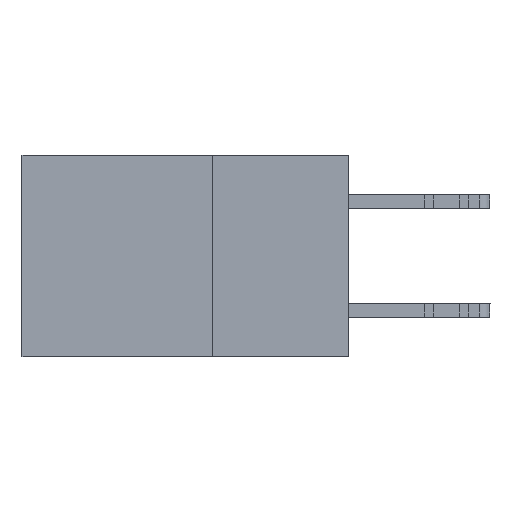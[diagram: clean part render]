
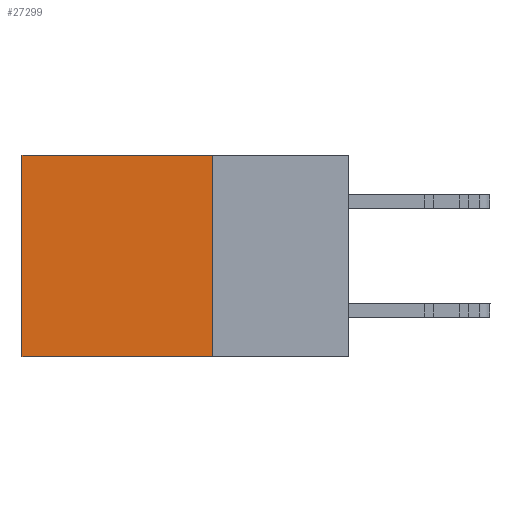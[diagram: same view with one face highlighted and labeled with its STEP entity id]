
A CAD part, left-side view. The second image highlights one B-rep face of the part: STEP entity #27299.
In plain terms, the highlighted planar face has unit normal (-1, 0, 0).
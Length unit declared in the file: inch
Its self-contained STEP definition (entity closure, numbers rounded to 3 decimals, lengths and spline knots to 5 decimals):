
#562 = CARTESIAN_POINT ( 'NONE',  ( 0.2615, 0.25, -0.37 ) ) ;
#607 = DIRECTION ( 'NONE',  ( 0., 0., -1. ) ) ;
#1233 = VERTEX_POINT ( 'NONE', #12074 ) ;
#1764 = VECTOR ( 'NONE', #26757, 39.37008 ) ;
#3961 = FACE_OUTER_BOUND ( 'NONE', #14892, .T. ) ;
#3971 = VECTOR ( 'NONE', #11805, 39.37008 ) ;
#5860 = EDGE_CURVE ( 'NONE', #9641, #8038, #26922, .T. ) ;
#6351 = ORIENTED_EDGE ( 'NONE', *, *, #19723, .F. ) ;
#7218 = CARTESIAN_POINT ( 'NONE',  ( 0.2615, 0.25, 0. ) ) ;
#7549 = LINE ( 'NONE', #24657, #1764 ) ;
#8038 = VERTEX_POINT ( 'NONE', #25257 ) ;
#8613 = VERTEX_POINT ( 'NONE', #18641 ) ;
#9641 = VERTEX_POINT ( 'NONE', #7218 ) ;
#11361 = PLANE ( 'NONE',  #24829 ) ;
#11521 = ORIENTED_EDGE ( 'NONE', *, *, #5860, .F. ) ;
#11805 = DIRECTION ( 'NONE',  ( 0., 1., 0. ) ) ;
#12074 = CARTESIAN_POINT ( 'NONE',  ( 0.2615, 0.6, 0. ) ) ;
#13475 = DIRECTION ( 'NONE',  ( 1., 0., 0. ) ) ;
#14229 = ORIENTED_EDGE ( 'NONE', *, *, #16423, .T. ) ;
#14579 = EDGE_CURVE ( 'NONE', #1233, #8613, #14623, .T. ) ;
#14623 = LINE ( 'NONE', #16976, #25122 ) ;
#14892 = EDGE_LOOP ( 'NONE', ( #27300, #6351, #11521, #14229 ) ) ;
#16423 = EDGE_CURVE ( 'NONE', #9641, #1233, #7549, .T. ) ;
#16425 = VECTOR ( 'NONE', #17685, 39.37008 ) ;
#16976 = CARTESIAN_POINT ( 'NONE',  ( 0.2615, 0.6, -0.37 ) ) ;
#17685 = DIRECTION ( 'NONE',  ( 0., 0., -1. ) ) ;
#18641 = CARTESIAN_POINT ( 'NONE',  ( 0.2615, 0.6, -0.37 ) ) ;
#19723 = EDGE_CURVE ( 'NONE', #8038, #8613, #24500, .T. ) ;
#21198 = DIRECTION ( 'NONE',  ( 0., 0., -1. ) ) ;
#24500 = LINE ( 'NONE', #26505, #3971 ) ;
#24657 = CARTESIAN_POINT ( 'NONE',  ( 0.2615, 0.25, 0. ) ) ;
#24829 = AXIS2_PLACEMENT_3D ( 'NONE', #25971, #13475, #607 ) ;
#25122 = VECTOR ( 'NONE', #21198, 39.37008 ) ;
#25257 = CARTESIAN_POINT ( 'NONE',  ( 0.2615, 0.25, -0.37 ) ) ;
#25971 = CARTESIAN_POINT ( 'NONE',  ( 0.2615, 0.25, -0.37 ) ) ;
#26505 = CARTESIAN_POINT ( 'NONE',  ( 0.2615, 0.25, -0.37 ) ) ;
#26757 = DIRECTION ( 'NONE',  ( 0., 1., 0. ) ) ;
#26922 = LINE ( 'NONE', #562, #16425 ) ;
#27299 = ADVANCED_FACE ( 'NONE', ( #3961 ), #11361, .F. ) ;
#27300 = ORIENTED_EDGE ( 'NONE', *, *, #14579, .T. ) ;
